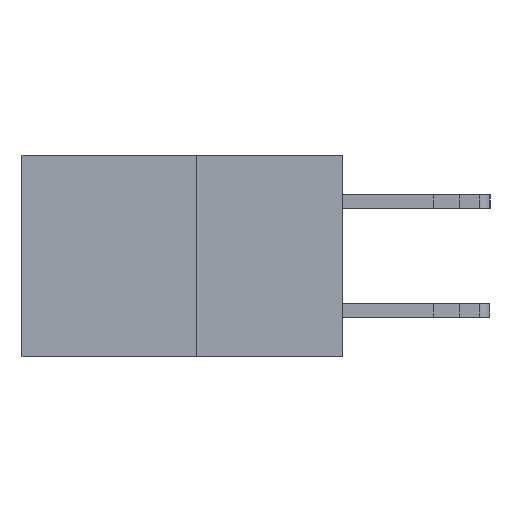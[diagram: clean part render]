
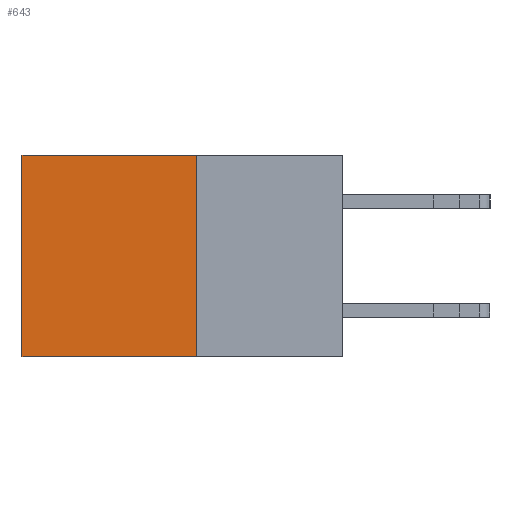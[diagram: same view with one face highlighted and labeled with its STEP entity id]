
A CAD part, left-side view. The second image highlights one B-rep face of the part: STEP entity #643.
In plain terms, the highlighted planar face has unit normal (-1, 0, 0).
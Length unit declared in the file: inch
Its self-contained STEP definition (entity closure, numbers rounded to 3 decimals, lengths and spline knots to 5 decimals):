
#96 = PLANE ( 'NONE',  #6316 ) ;
#549 = CARTESIAN_POINT ( 'NONE',  ( 0.277, 0.59, 0. ) ) ;
#643 = ADVANCED_FACE ( 'NONE', ( #6141 ), #96, .F. ) ;
#769 = CARTESIAN_POINT ( 'NONE',  ( 0.277, 0.27, -0.37 ) ) ;
#1108 = EDGE_CURVE ( 'NONE', #11979, #10295, #9537, .T. ) ;
#1240 = CARTESIAN_POINT ( 'NONE',  ( 0.277, 0.27, 0. ) ) ;
#1287 = EDGE_CURVE ( 'NONE', #10295, #8784, #10759, .T. ) ;
#1850 = LINE ( 'NONE', #2161, #4234 ) ;
#2161 = CARTESIAN_POINT ( 'NONE',  ( 0.277, 0.27, -0.37 ) ) ;
#2768 = CARTESIAN_POINT ( 'NONE',  ( 0.277, 0.59, -0.37 ) ) ;
#2932 = ORIENTED_EDGE ( 'NONE', *, *, #1108, .T. ) ;
#3171 = DIRECTION ( 'NONE',  ( 0., 0., -1. ) ) ;
#3874 = CARTESIAN_POINT ( 'NONE',  ( 0.277, 0.27, -0.37 ) ) ;
#4234 = VECTOR ( 'NONE', #3171, 39.37008 ) ;
#4645 = VECTOR ( 'NONE', #11824, 39.37008 ) ;
#5138 = ORIENTED_EDGE ( 'NONE', *, *, #6334, .F. ) ;
#5720 = CARTESIAN_POINT ( 'NONE',  ( 0.277, 0.59, -0.37 ) ) ;
#6141 = FACE_OUTER_BOUND ( 'NONE', #8043, .T. ) ;
#6316 = AXIS2_PLACEMENT_3D ( 'NONE', #9586, #8880, #11031 ) ;
#6334 = EDGE_CURVE ( 'NONE', #11098, #8784, #12530, .T. ) ;
#8043 = EDGE_LOOP ( 'NONE', ( #9201, #5138, #12856, #2932 ) ) ;
#8045 = DIRECTION ( 'NONE',  ( 0., 1., 0. ) ) ;
#8784 = VERTEX_POINT ( 'NONE', #2768 ) ;
#8880 = DIRECTION ( 'NONE',  ( 1., 0., 0. ) ) ;
#9201 = ORIENTED_EDGE ( 'NONE', *, *, #1287, .T. ) ;
#9376 = DIRECTION ( 'NONE',  ( 0., 0., -1. ) ) ;
#9537 = LINE ( 'NONE', #1240, #11543 ) ;
#9586 = CARTESIAN_POINT ( 'NONE',  ( 0.277, 0.27, -0.37 ) ) ;
#10295 = VERTEX_POINT ( 'NONE', #549 ) ;
#10709 = EDGE_CURVE ( 'NONE', #11979, #11098, #1850, .T. ) ;
#10759 = LINE ( 'NONE', #5720, #11385 ) ;
#11031 = DIRECTION ( 'NONE',  ( 0., 0., -1. ) ) ;
#11098 = VERTEX_POINT ( 'NONE', #769 ) ;
#11385 = VECTOR ( 'NONE', #9376, 39.37008 ) ;
#11543 = VECTOR ( 'NONE', #8045, 39.37008 ) ;
#11824 = DIRECTION ( 'NONE',  ( 0., 1., 0. ) ) ;
#11979 = VERTEX_POINT ( 'NONE', #12918 ) ;
#12530 = LINE ( 'NONE', #3874, #4645 ) ;
#12856 = ORIENTED_EDGE ( 'NONE', *, *, #10709, .F. ) ;
#12918 = CARTESIAN_POINT ( 'NONE',  ( 0.277, 0.27, 0. ) ) ;
